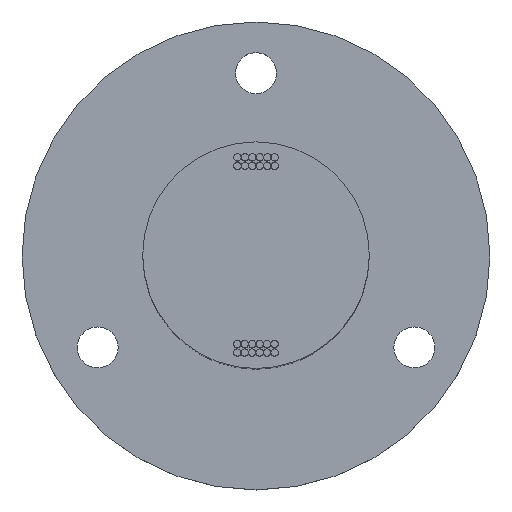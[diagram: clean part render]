
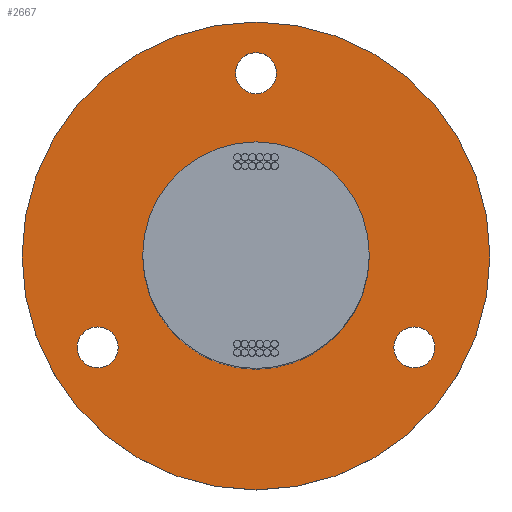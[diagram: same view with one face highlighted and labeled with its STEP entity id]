
A CAD part, top view. The second image highlights one B-rep face of the part: STEP entity #2667.
In plain terms, the highlighted planar face has unit normal (0, 0, 1).
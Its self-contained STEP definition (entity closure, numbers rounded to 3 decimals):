
#18 = FACE_BOUND ( 'NONE', #2953, .T. ) ;
#28 = DIRECTION ( 'NONE',  ( -1., 0., 0. ) ) ;
#143 = FACE_BOUND ( 'NONE', #2514, .T. ) ;
#201 = CARTESIAN_POINT ( 'NONE',  ( 0., 0., 8. ) ) ;
#257 = DIRECTION ( 'NONE',  ( -1., 0., 0. ) ) ;
#304 = DIRECTION ( 'NONE',  ( 0., 0., 1. ) ) ;
#328 = AXIS2_PLACEMENT_3D ( 'NONE', #380, #1708, #28 ) ;
#359 = AXIS2_PLACEMENT_3D ( 'NONE', #603, #506, #497 ) ;
#380 = CARTESIAN_POINT ( 'NONE',  ( 0., 0., 8. ) ) ;
#396 = CARTESIAN_POINT ( 'NONE',  ( 0., 12.5, 8. ) ) ;
#462 = CIRCLE ( 'NONE', #828, 16. ) ;
#497 = DIRECTION ( 'NONE',  ( -1., 0., 0. ) ) ;
#506 = DIRECTION ( 'NONE',  ( 0., 0., 1. ) ) ;
#514 = AXIS2_PLACEMENT_3D ( 'NONE', #396, #304, #257 ) ;
#517 = DIRECTION ( 'NONE',  ( 0., 0., -1. ) ) ;
#536 = CARTESIAN_POINT ( 'NONE',  ( 7.75, 0., 8. ) ) ;
#560 = DIRECTION ( 'NONE',  ( -1., 0., 0. ) ) ;
#563 = AXIS2_PLACEMENT_3D ( 'NONE', #3888, #3874, #3855 ) ;
#569 = AXIS2_PLACEMENT_3D ( 'NONE', #1635, #1611, #1597 ) ;
#580 = AXIS2_PLACEMENT_3D ( 'NONE', #1515, #1456, #1367 ) ;
#603 = CARTESIAN_POINT ( 'NONE',  ( -10.825, -6.25, 8. ) ) ;
#626 = ORIENTED_EDGE ( 'NONE', *, *, #1689, .F. ) ;
#627 = CIRCLE ( 'NONE', #580, 1.4 ) ;
#638 = CIRCLE ( 'NONE', #3755, 7.75 ) ;
#760 = AXIS2_PLACEMENT_3D ( 'NONE', #2661, #2641, #2633 ) ;
#787 = EDGE_CURVE ( 'NONE', #2397, #4029, #2299, .T. ) ;
#801 = CARTESIAN_POINT ( 'NONE',  ( 16., 0., 8. ) ) ;
#805 = ORIENTED_EDGE ( 'NONE', *, *, #1639, .F. ) ;
#827 = VERTEX_POINT ( 'NONE', #801 ) ;
#828 = AXIS2_PLACEMENT_3D ( 'NONE', #201, #2601, #560 ) ;
#846 = ORIENTED_EDGE ( 'NONE', *, *, #3164, .T. ) ;
#853 = CIRCLE ( 'NONE', #760, 1.4 ) ;
#925 = EDGE_LOOP ( 'NONE', ( #1435, #805 ) ) ;
#952 = DIRECTION ( 'NONE',  ( -1., 0., 0. ) ) ;
#983 = FACE_BOUND ( 'NONE', #925, .T. ) ;
#1127 = CIRCLE ( 'NONE', #514, 1.4 ) ;
#1235 = CIRCLE ( 'NONE', #359, 1.4 ) ;
#1257 = EDGE_CURVE ( 'NONE', #3813, #2775, #2709, .T. ) ;
#1346 = CARTESIAN_POINT ( 'NONE',  ( 9.425, -6.25, 8. ) ) ;
#1352 = EDGE_LOOP ( 'NONE', ( #2928, #1742 ) ) ;
#1367 = DIRECTION ( 'NONE',  ( -1., 0., 0. ) ) ;
#1435 = ORIENTED_EDGE ( 'NONE', *, *, #787, .F. ) ;
#1456 = DIRECTION ( 'NONE',  ( 0., 0., 1. ) ) ;
#1515 = CARTESIAN_POINT ( 'NONE',  ( 10.825, -6.25, 8. ) ) ;
#1537 = EDGE_CURVE ( 'NONE', #3276, #2919, #853, .T. ) ;
#1597 = DIRECTION ( 'NONE',  ( -1., 0., 0. ) ) ;
#1611 = DIRECTION ( 'NONE',  ( 0., 0., -1. ) ) ;
#1624 = CARTESIAN_POINT ( 'NONE',  ( 0., 0., 8. ) ) ;
#1633 = EDGE_CURVE ( 'NONE', #827, #3955, #3254, .T. ) ;
#1635 = CARTESIAN_POINT ( 'NONE',  ( 0., 0., 8. ) ) ;
#1639 = EDGE_CURVE ( 'NONE', #4029, #2397, #627, .T. ) ;
#1689 = EDGE_CURVE ( 'NONE', #2775, #3813, #1235, .T. ) ;
#1698 = EDGE_CURVE ( 'NONE', #2919, #3276, #1127, .T. ) ;
#1708 = DIRECTION ( 'NONE',  ( 0., 0., -1. ) ) ;
#1721 = EDGE_CURVE ( 'NONE', #4402, #3328, #2825, .T. ) ;
#1742 = ORIENTED_EDGE ( 'NONE', *, *, #1633, .F. ) ;
#1788 = CARTESIAN_POINT ( 'NONE',  ( -12.225, -6.25, 8. ) ) ;
#1842 = ORIENTED_EDGE ( 'NONE', *, *, #1537, .F. ) ;
#1866 = DIRECTION ( 'NONE',  ( -1., 0., 0. ) ) ;
#1949 = CARTESIAN_POINT ( 'NONE',  ( -1.4, 12.5, 8. ) ) ;
#2033 = CARTESIAN_POINT ( 'NONE',  ( -9.425, -6.25, 8. ) ) ;
#2057 = ORIENTED_EDGE ( 'NONE', *, *, #1257, .F. ) ;
#2075 = DIRECTION ( 'NONE',  ( 0., 0., 1. ) ) ;
#2153 = CARTESIAN_POINT ( 'NONE',  ( 10.825, -6.25, 8. ) ) ;
#2299 = CIRCLE ( 'NONE', #4027, 1.4 ) ;
#2397 = VERTEX_POINT ( 'NONE', #1346 ) ;
#2514 = EDGE_LOOP ( 'NONE', ( #2057, #626 ) ) ;
#2569 = CARTESIAN_POINT ( 'NONE',  ( 0., 0., 8. ) ) ;
#2601 = DIRECTION ( 'NONE',  ( 0., 0., -1. ) ) ;
#2630 = PLANE ( 'NONE',  #2755 ) ;
#2633 = DIRECTION ( 'NONE',  ( -1., 0., 0. ) ) ;
#2641 = DIRECTION ( 'NONE',  ( 0., 0., 1. ) ) ;
#2661 = CARTESIAN_POINT ( 'NONE',  ( 0., 12.5, 8. ) ) ;
#2667 = ADVANCED_FACE ( 'NONE', ( #983, #143, #2783, #18, #3599 ), #2630, .F. ) ;
#2709 = CIRCLE ( 'NONE', #563, 1.4 ) ;
#2755 = AXIS2_PLACEMENT_3D ( 'NONE', #1624, #2982, #952 ) ;
#2775 = VERTEX_POINT ( 'NONE', #2033 ) ;
#2783 = FACE_BOUND ( 'NONE', #4339, .T. ) ;
#2825 = CIRCLE ( 'NONE', #328, 7.75 ) ;
#2884 = CARTESIAN_POINT ( 'NONE',  ( -7.75, 0., 8. ) ) ;
#2919 = VERTEX_POINT ( 'NONE', #3448 ) ;
#2928 = ORIENTED_EDGE ( 'NONE', *, *, #3508, .F. ) ;
#2934 = DIRECTION ( 'NONE',  ( -1., 0., 0. ) ) ;
#2953 = EDGE_LOOP ( 'NONE', ( #846, #4410 ) ) ;
#2982 = DIRECTION ( 'NONE',  ( 0., 0., -1. ) ) ;
#3164 = EDGE_CURVE ( 'NONE', #3328, #4402, #638, .T. ) ;
#3230 = ORIENTED_EDGE ( 'NONE', *, *, #1698, .F. ) ;
#3254 = CIRCLE ( 'NONE', #569, 16. ) ;
#3276 = VERTEX_POINT ( 'NONE', #1949 ) ;
#3328 = VERTEX_POINT ( 'NONE', #2884 ) ;
#3448 = CARTESIAN_POINT ( 'NONE',  ( 1.4, 12.5, 8. ) ) ;
#3508 = EDGE_CURVE ( 'NONE', #3955, #827, #462, .T. ) ;
#3599 = FACE_OUTER_BOUND ( 'NONE', #1352, .T. ) ;
#3755 = AXIS2_PLACEMENT_3D ( 'NONE', #2569, #517, #2934 ) ;
#3813 = VERTEX_POINT ( 'NONE', #1788 ) ;
#3855 = DIRECTION ( 'NONE',  ( -1., 0., 0. ) ) ;
#3874 = DIRECTION ( 'NONE',  ( 0., 0., 1. ) ) ;
#3888 = CARTESIAN_POINT ( 'NONE',  ( -10.825, -6.25, 8. ) ) ;
#3955 = VERTEX_POINT ( 'NONE', #3962 ) ;
#3962 = CARTESIAN_POINT ( 'NONE',  ( -16., 0., 8. ) ) ;
#4027 = AXIS2_PLACEMENT_3D ( 'NONE', #2153, #2075, #1866 ) ;
#4029 = VERTEX_POINT ( 'NONE', #4032 ) ;
#4032 = CARTESIAN_POINT ( 'NONE',  ( 12.225, -6.25, 8. ) ) ;
#4339 = EDGE_LOOP ( 'NONE', ( #1842, #3230 ) ) ;
#4402 = VERTEX_POINT ( 'NONE', #536 ) ;
#4410 = ORIENTED_EDGE ( 'NONE', *, *, #1721, .T. ) ;
